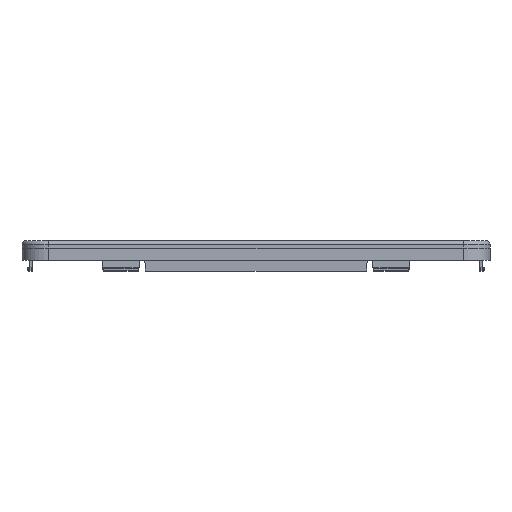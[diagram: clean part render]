
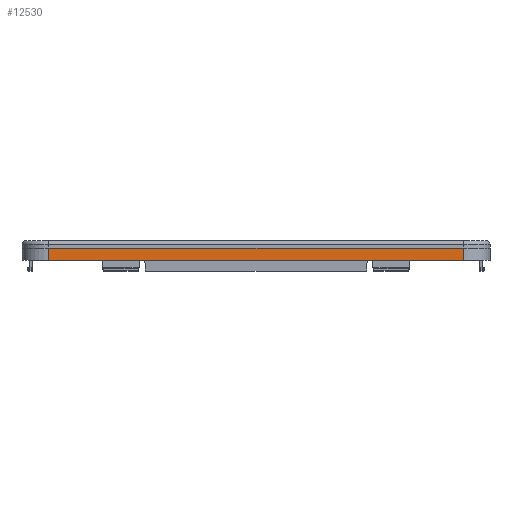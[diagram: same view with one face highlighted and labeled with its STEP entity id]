
A CAD part, front view. The second image highlights one B-rep face of the part: STEP entity #12530.
In plain terms, the highlighted planar face has unit normal (0, -1, 0).
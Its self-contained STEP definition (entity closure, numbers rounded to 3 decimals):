
#7578 = VERTEX_POINT('',#7579);
#7579 = CARTESIAN_POINT('',(-58.5,-55.,-3.5));
#7586 = EDGE_CURVE('',#7587,#7578,#7589,.T.);
#7587 = VERTEX_POINT('',#7588);
#7588 = CARTESIAN_POINT('',(58.5,-55.,-3.5));
#7589 = LINE('',#7590,#7591);
#7590 = CARTESIAN_POINT('',(58.5,-55.,-3.5));
#7591 = VECTOR('',#7592,1.);
#7592 = DIRECTION('',(-1.,0.,0.));
#12486 = EDGE_CURVE('',#12487,#7578,#12489,.T.);
#12487 = VERTEX_POINT('',#12488);
#12488 = CARTESIAN_POINT('',(-58.5,-55.,0.));
#12489 = LINE('',#12490,#12491);
#12490 = CARTESIAN_POINT('',(-58.5,-55.,0.));
#12491 = VECTOR('',#12492,1.);
#12492 = DIRECTION('',(-0.,-0.,-1.));
#12530 = ADVANCED_FACE('',(#12531),#12549,.F.);
#12531 = FACE_BOUND('',#12532,.F.);
#12532 = EDGE_LOOP('',(#12533,#12541,#12542,#12543));
#12533 = ORIENTED_EDGE('',*,*,#12534,.T.);
#12534 = EDGE_CURVE('',#12535,#7587,#12537,.T.);
#12535 = VERTEX_POINT('',#12536);
#12536 = CARTESIAN_POINT('',(58.5,-55.,0.));
#12537 = LINE('',#12538,#12539);
#12538 = CARTESIAN_POINT('',(58.5,-55.,0.));
#12539 = VECTOR('',#12540,1.);
#12540 = DIRECTION('',(-0.,-0.,-1.));
#12541 = ORIENTED_EDGE('',*,*,#7586,.T.);
#12542 = ORIENTED_EDGE('',*,*,#12486,.F.);
#12543 = ORIENTED_EDGE('',*,*,#12544,.F.);
#12544 = EDGE_CURVE('',#12535,#12487,#12545,.T.);
#12545 = LINE('',#12546,#12547);
#12546 = CARTESIAN_POINT('',(58.5,-55.,0.));
#12547 = VECTOR('',#12548,1.);
#12548 = DIRECTION('',(-1.,0.,0.));
#12549 = PLANE('',#12550);
#12550 = AXIS2_PLACEMENT_3D('',#12551,#12552,#12553);
#12551 = CARTESIAN_POINT('',(58.5,-55.,0.));
#12552 = DIRECTION('',(0.,1.,0.));
#12553 = DIRECTION('',(-1.,0.,0.));
